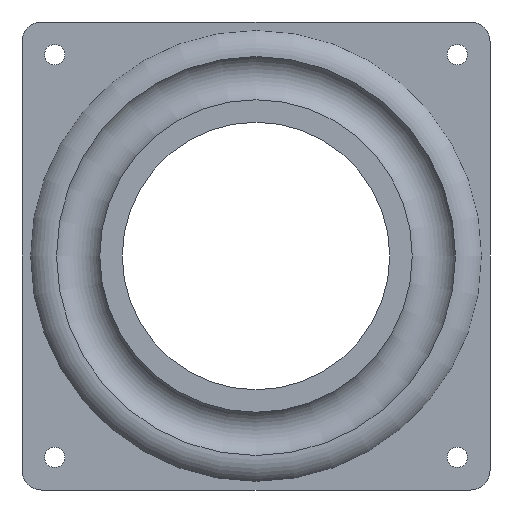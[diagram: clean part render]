
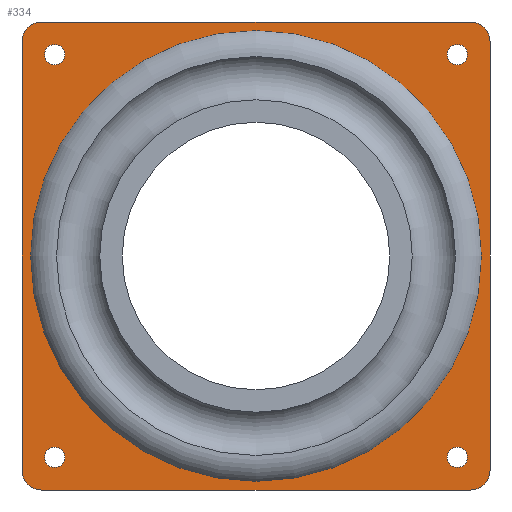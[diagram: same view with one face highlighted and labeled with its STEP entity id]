
A CAD part, front view. The second image highlights one B-rep face of the part: STEP entity #334.
In plain terms, the highlighted planar face has unit normal (0, -1, 0).
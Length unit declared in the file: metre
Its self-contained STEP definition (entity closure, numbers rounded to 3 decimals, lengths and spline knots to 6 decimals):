
#37=LINE('',#559,#53);
#38=LINE('',#564,#54);
#39=LINE('',#568,#55);
#40=LINE('',#572,#56);
#53=VECTOR('',#450,1.);
#54=VECTOR('',#453,1.);
#55=VECTOR('',#456,1.);
#56=VECTOR('',#459,1.);
#78=ORIENTED_EDGE('',*,*,#158,.T.);
#79=ORIENTED_EDGE('',*,*,#159,.T.);
#80=ORIENTED_EDGE('',*,*,#160,.T.);
#81=ORIENTED_EDGE('',*,*,#161,.T.);
#82=ORIENTED_EDGE('',*,*,#162,.F.);
#83=ORIENTED_EDGE('',*,*,#163,.F.);
#84=ORIENTED_EDGE('',*,*,#164,.F.);
#85=ORIENTED_EDGE('',*,*,#165,.T.);
#86=ORIENTED_EDGE('',*,*,#166,.F.);
#87=ORIENTED_EDGE('',*,*,#167,.T.);
#88=ORIENTED_EDGE('',*,*,#168,.F.);
#89=ORIENTED_EDGE('',*,*,#169,.F.);
#90=ORIENTED_EDGE('',*,*,#170,.F.);
#158=EDGE_CURVE('',#198,#198,#226,.T.);
#159=EDGE_CURVE('',#199,#199,#227,.T.);
#160=EDGE_CURVE('',#200,#200,#228,.T.);
#161=EDGE_CURVE('',#201,#201,#229,.T.);
#162=EDGE_CURVE('',#202,#202,#230,.T.);
#163=EDGE_CURVE('',#203,#204,#37,.T.);
#164=EDGE_CURVE('',#205,#203,#231,.T.);
#165=EDGE_CURVE('',#205,#206,#38,.T.);
#166=EDGE_CURVE('',#207,#206,#232,.T.);
#167=EDGE_CURVE('',#207,#208,#39,.T.);
#168=EDGE_CURVE('',#209,#208,#233,.T.);
#169=EDGE_CURVE('',#210,#209,#40,.T.);
#170=EDGE_CURVE('',#204,#210,#234,.T.);
#198=VERTEX_POINT('',#550);
#199=VERTEX_POINT('',#552);
#200=VERTEX_POINT('',#554);
#201=VERTEX_POINT('',#556);
#202=VERTEX_POINT('',#558);
#203=VERTEX_POINT('',#560);
#204=VERTEX_POINT('',#561);
#205=VERTEX_POINT('',#563);
#206=VERTEX_POINT('',#565);
#207=VERTEX_POINT('',#567);
#208=VERTEX_POINT('',#569);
#209=VERTEX_POINT('',#571);
#210=VERTEX_POINT('',#573);
#226=CIRCLE('',#378,0.00205);
#227=CIRCLE('',#379,0.00205);
#228=CIRCLE('',#380,0.00205);
#229=CIRCLE('',#381,0.00205);
#230=CIRCLE('',#382,0.0455);
#231=CIRCLE('',#383,0.004);
#232=CIRCLE('',#384,0.004);
#233=CIRCLE('',#385,0.004);
#234=CIRCLE('',#386,0.004);
#247=EDGE_LOOP('',(#78));
#248=EDGE_LOOP('',(#79));
#249=EDGE_LOOP('',(#80));
#250=EDGE_LOOP('',(#81));
#251=EDGE_LOOP('',(#82));
#252=EDGE_LOOP('',(#83,#84,#85,#86,#87,#88,#89,#90));
#289=FACE_BOUND('',#247,.T.);
#290=FACE_BOUND('',#248,.T.);
#291=FACE_BOUND('',#249,.T.);
#292=FACE_BOUND('',#250,.T.);
#293=FACE_BOUND('',#251,.T.);
#294=FACE_BOUND('',#252,.T.);
#326=PLANE('',#377);
#334=ADVANCED_FACE('',(#289,#290,#291,#292,#293,#294),#326,.F.);
#377=AXIS2_PLACEMENT_3D('',#548,#438,#439);
#378=AXIS2_PLACEMENT_3D('',#549,#440,#441);
#379=AXIS2_PLACEMENT_3D('',#551,#442,#443);
#380=AXIS2_PLACEMENT_3D('',#553,#444,#445);
#381=AXIS2_PLACEMENT_3D('',#555,#446,#447);
#382=AXIS2_PLACEMENT_3D('',#557,#448,#449);
#383=AXIS2_PLACEMENT_3D('',#562,#451,#452);
#384=AXIS2_PLACEMENT_3D('',#566,#454,#455);
#385=AXIS2_PLACEMENT_3D('',#570,#457,#458);
#386=AXIS2_PLACEMENT_3D('',#574,#460,#461);
#438=DIRECTION('',(0.,1.,0.));
#439=DIRECTION('',(0.,0.,1.));
#440=DIRECTION('',(0.,1.,0.));
#441=DIRECTION('',(0.,0.,1.));
#442=DIRECTION('',(0.,1.,0.));
#443=DIRECTION('',(0.,0.,1.));
#444=DIRECTION('',(0.,1.,0.));
#445=DIRECTION('',(0.,0.,1.));
#446=DIRECTION('',(0.,1.,0.));
#447=DIRECTION('',(0.,0.,1.));
#448=DIRECTION('',(0.,-1.,0.));
#449=DIRECTION('',(0.,0.,1.));
#450=DIRECTION('',(0.,0.,1.));
#451=DIRECTION('',(0.,1.,0.));
#452=DIRECTION('',(0.,0.,1.));
#453=DIRECTION('',(1.,0.,0.));
#454=DIRECTION('',(0.,1.,0.));
#455=DIRECTION('',(0.,0.,1.));
#456=DIRECTION('',(0.,0.,1.));
#457=DIRECTION('',(0.,1.,0.));
#458=DIRECTION('',(0.,0.,1.));
#459=DIRECTION('',(1.,0.,0.));
#460=DIRECTION('',(0.,1.,0.));
#461=DIRECTION('',(0.,0.,1.));
#548=CARTESIAN_POINT('',(0.,-0.001,0.));
#549=CARTESIAN_POINT('',(-0.040659,-0.001,-0.040659));
#550=CARTESIAN_POINT('',(-0.040659,-0.001,-0.038609));
#551=CARTESIAN_POINT('',(0.040659,-0.001,-0.040659));
#552=CARTESIAN_POINT('',(0.040659,-0.001,-0.038609));
#553=CARTESIAN_POINT('',(0.040659,-0.001,0.040659));
#554=CARTESIAN_POINT('',(0.040659,-0.001,0.042709));
#555=CARTESIAN_POINT('',(-0.040659,-0.001,0.040659));
#556=CARTESIAN_POINT('',(-0.040659,-0.001,0.042709));
#557=CARTESIAN_POINT('',(0.,-0.001,0.));
#558=CARTESIAN_POINT('',(0.,-0.001,0.0455));
#559=CARTESIAN_POINT('',(-0.04725,-0.001,0.));
#560=CARTESIAN_POINT('',(-0.04725,-0.001,-0.04325));
#561=CARTESIAN_POINT('',(-0.04725,-0.001,0.04325));
#562=CARTESIAN_POINT('',(-0.04325,-0.001,-0.04325));
#563=CARTESIAN_POINT('',(-0.04325,-0.001,-0.04725));
#564=CARTESIAN_POINT('',(0.,-0.001,-0.04725));
#565=CARTESIAN_POINT('',(0.04325,-0.001,-0.04725));
#566=CARTESIAN_POINT('',(0.04325,-0.001,-0.04325));
#567=CARTESIAN_POINT('',(0.04725,-0.001,-0.04325));
#568=CARTESIAN_POINT('',(0.04725,-0.001,0.));
#569=CARTESIAN_POINT('',(0.04725,-0.001,0.04325));
#570=CARTESIAN_POINT('',(0.04325,-0.001,0.04325));
#571=CARTESIAN_POINT('',(0.04325,-0.001,0.04725));
#572=CARTESIAN_POINT('',(0.,-0.001,0.04725));
#573=CARTESIAN_POINT('',(-0.04325,-0.001,0.04725));
#574=CARTESIAN_POINT('',(-0.04325,-0.001,0.04325));
